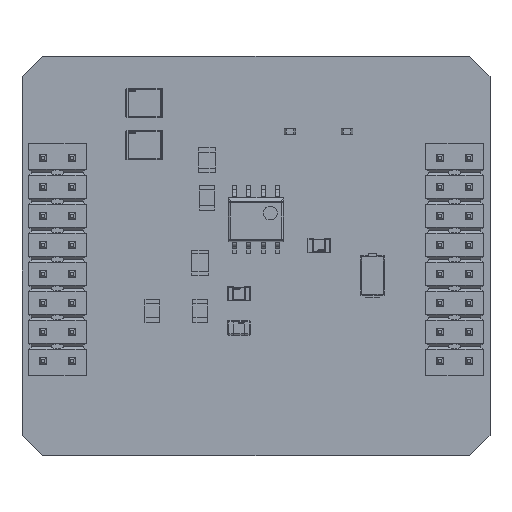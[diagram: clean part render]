
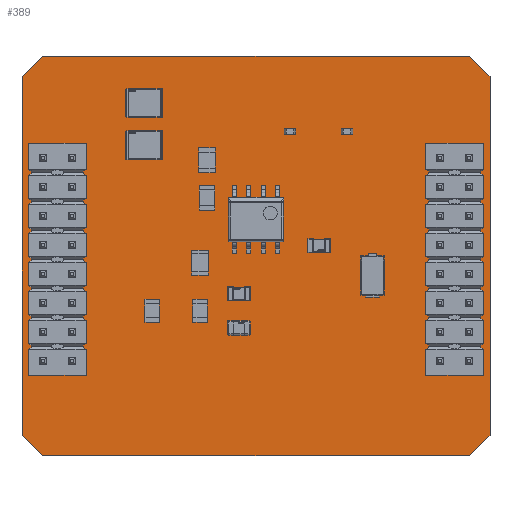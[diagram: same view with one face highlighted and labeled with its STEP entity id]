
A CAD part, top view. The second image highlights one B-rep face of the part: STEP entity #389.
In plain terms, the highlighted planar face has unit normal (0, 0, 1).
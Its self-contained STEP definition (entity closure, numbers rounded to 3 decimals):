
#132 = VERTEX_POINT('',#133);
#133 = CARTESIAN_POINT('',(1.8,-1.8,1.69));
#139 = EDGE_CURVE('',#132,#140,#142,.T.);
#140 = VERTEX_POINT('',#141);
#141 = CARTESIAN_POINT('',(0.,0.,1.69));
#142 = LINE('',#143,#144);
#143 = CARTESIAN_POINT('',(1.8,-1.8,1.69));
#144 = VECTOR('',#145,1.);
#145 = DIRECTION('',(-0.707,0.707,0.));
#170 = EDGE_CURVE('',#140,#171,#173,.T.);
#171 = VERTEX_POINT('',#172);
#172 = CARTESIAN_POINT('',(0.,31.4,1.69));
#173 = LINE('',#174,#175);
#174 = CARTESIAN_POINT('',(0.,0.,1.69));
#175 = VECTOR('',#176,1.);
#176 = DIRECTION('',(0.,1.,0.));
#201 = EDGE_CURVE('',#171,#202,#204,.T.);
#202 = VERTEX_POINT('',#203);
#203 = CARTESIAN_POINT('',(1.8,33.2,1.69));
#204 = LINE('',#205,#206);
#205 = CARTESIAN_POINT('',(0.,31.4,1.69));
#206 = VECTOR('',#207,1.);
#207 = DIRECTION('',(0.707,0.707,0.));
#232 = EDGE_CURVE('',#202,#233,#235,.T.);
#233 = VERTEX_POINT('',#234);
#234 = CARTESIAN_POINT('',(39.2,33.2,1.69));
#235 = LINE('',#236,#237);
#236 = CARTESIAN_POINT('',(1.8,33.2,1.69));
#237 = VECTOR('',#238,1.);
#238 = DIRECTION('',(1.,0.,0.));
#263 = EDGE_CURVE('',#233,#264,#266,.T.);
#264 = VERTEX_POINT('',#265);
#265 = CARTESIAN_POINT('',(41.,31.4,1.69));
#266 = LINE('',#267,#268);
#267 = CARTESIAN_POINT('',(39.2,33.2,1.69));
#268 = VECTOR('',#269,1.);
#269 = DIRECTION('',(0.707,-0.707,0.));
#294 = EDGE_CURVE('',#264,#295,#297,.T.);
#295 = VERTEX_POINT('',#296);
#296 = CARTESIAN_POINT('',(41.,0.,1.69));
#297 = LINE('',#298,#299);
#298 = CARTESIAN_POINT('',(41.,31.4,1.69));
#299 = VECTOR('',#300,1.);
#300 = DIRECTION('',(0.,-1.,0.));
#325 = EDGE_CURVE('',#295,#326,#328,.T.);
#326 = VERTEX_POINT('',#327);
#327 = CARTESIAN_POINT('',(39.2,-1.8,1.69));
#328 = LINE('',#329,#330);
#329 = CARTESIAN_POINT('',(41.,0.,1.69));
#330 = VECTOR('',#331,1.);
#331 = DIRECTION('',(-0.707,-0.707,0.));
#356 = EDGE_CURVE('',#326,#132,#357,.T.);
#357 = LINE('',#358,#359);
#358 = CARTESIAN_POINT('',(39.2,-1.8,1.69));
#359 = VECTOR('',#360,1.);
#360 = DIRECTION('',(-1.,0.,0.));
#389 = ADVANCED_FACE('',(#390),#400,.T.);
#390 = FACE_BOUND('',#391,.F.);
#391 = EDGE_LOOP('',(#392,#393,#394,#395,#396,#397,#398,#399));
#392 = ORIENTED_EDGE('',*,*,#139,.T.);
#393 = ORIENTED_EDGE('',*,*,#170,.T.);
#394 = ORIENTED_EDGE('',*,*,#201,.T.);
#395 = ORIENTED_EDGE('',*,*,#232,.T.);
#396 = ORIENTED_EDGE('',*,*,#263,.T.);
#397 = ORIENTED_EDGE('',*,*,#294,.T.);
#398 = ORIENTED_EDGE('',*,*,#325,.T.);
#399 = ORIENTED_EDGE('',*,*,#356,.T.);
#400 = PLANE('',#401);
#401 = AXIS2_PLACEMENT_3D('',#402,#403,#404);
#402 = CARTESIAN_POINT('',(1.8,-1.8,1.69));
#403 = DIRECTION('',(0.,0.,1.));
#404 = DIRECTION('',(1.,0.,0.));
